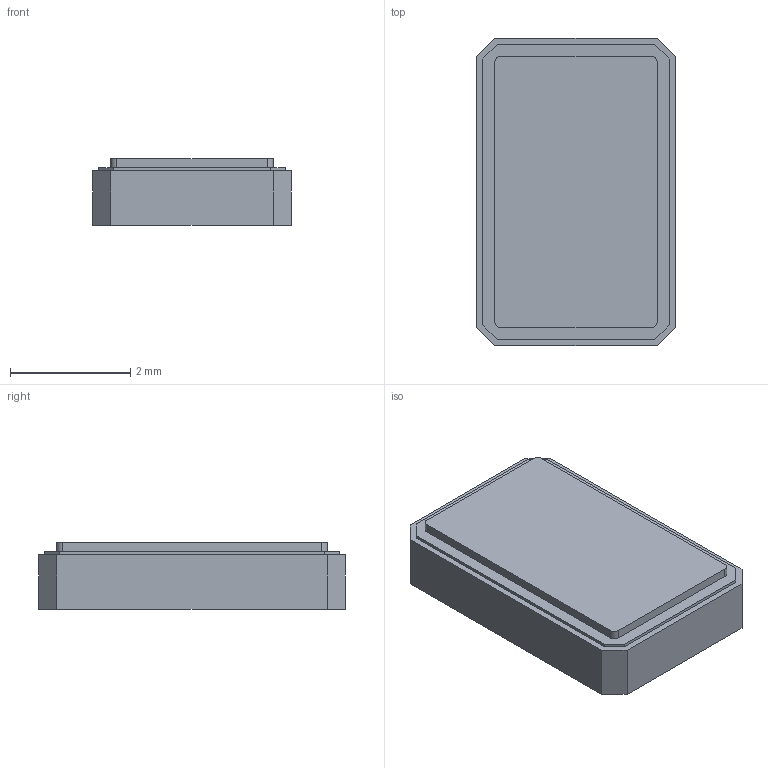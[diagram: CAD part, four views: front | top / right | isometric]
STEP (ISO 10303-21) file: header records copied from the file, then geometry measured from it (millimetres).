
FILE_DESCRIPTION((''),'2;1');
FILE_NAME('XTAL_ABRACON_ABM3B.stp','2012-01-09T11:23:01',(''),(''),'Mechanical Desktop 2011','Mechanical Desktop 2011',', , ');
FILE_SCHEMA(('AUTOMOTIVE_DESIGN { 1 2 10303 214 1 1 1 1 }'));
Length unit declared in the file: millimetre
Products named in the file (1): Product
Bounding box: 3.3 x 5.1 x 1.1 mm (x, y, z)
Volume: 17.6 mm3; surface area: 114.2 mm2
Topology: 7 solids, 7 shells, 84 faces, 198 edges, 132 vertices
Faces by surface type: plane 80, cylinder 4
Entity records: 2423 total; most frequent: CARTESIAN_POINT 415, ORIENTED_EDGE 396, DIRECTION 376, EDGE_CURVE 198, VECTOR 190, LINE 190, VERTEX_POINT 132, AXIS2_PLACEMENT_3D 93
